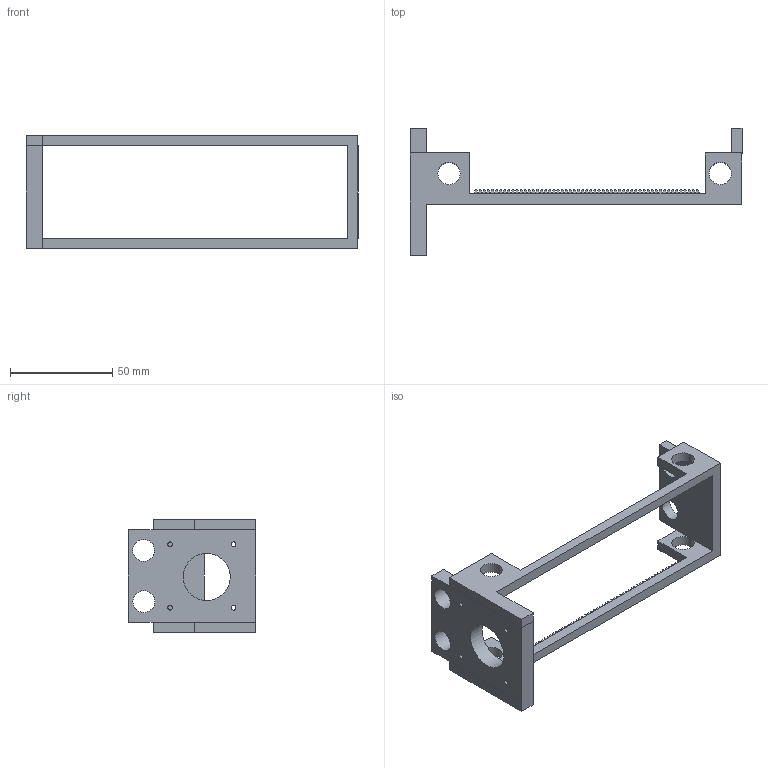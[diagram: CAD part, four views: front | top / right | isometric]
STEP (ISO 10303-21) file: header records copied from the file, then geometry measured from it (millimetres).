
FILE_DESCRIPTION(/* description */ (''),/* implementation_level */ '2;1');
FILE_NAME(/* name */ 'X v5.step',/* time_stamp */ '2022-04-17T23:14:40-04:00',/* author */ (''),/* organization */ (''),/* preprocessor_version */ 'ST-DEVELOPER v18.1',/* originating_system */ 'Autodesk Translation Framework v10.14.0.1471',/* authorisation */ '');
FILE_SCHEMA (('AUTOMOTIVE_DESIGN { 1 0 10303 214 3 1 1 }'));
Length unit declared in the file: millimetre
Products named in the file (1): X
Assembly tree (1 placements, depth 2):
  X
    #9378
Bounding box: 162.03 x 62.02 x 55 mm (x, y, z)
Volume: 44442.5 mm3; surface area: 24417.9 mm2
Topology: 2 solids, 2 shells, 286 faces, 832 edges, 552 vertices
Faces by surface type: plane 269, cylinder 17
Full cylindrical faces by diameter (mm): 2.25 x4, 4.5 x4, 10.687 x4, 10.869 x4, 23 x1
Entity records: 9376 total; most frequent: CARTESIAN_POINT 1673, ORIENTED_EDGE 1664, DIRECTION 1444, EDGE_CURVE 832, LINE 798, VECTOR 798, VERTEX_POINT 552, AXIS2_PLACEMENT_3D 323
